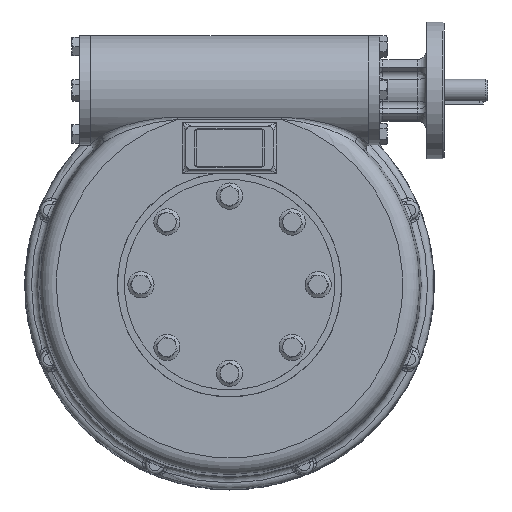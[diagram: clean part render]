
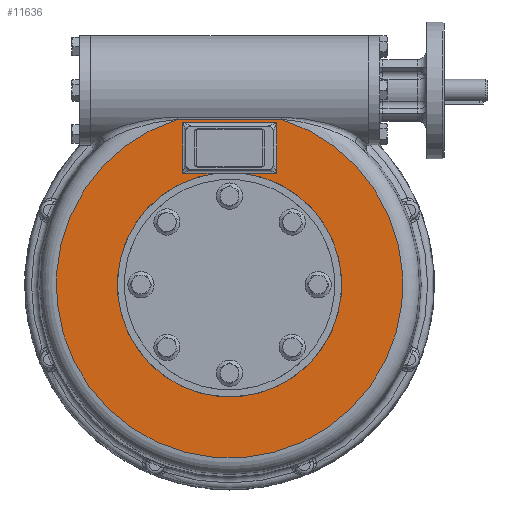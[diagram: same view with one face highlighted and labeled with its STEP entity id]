
A CAD part, top view. The second image highlights one B-rep face of the part: STEP entity #11636.
In plain terms, the highlighted planar face has unit normal (0, 0, 1).
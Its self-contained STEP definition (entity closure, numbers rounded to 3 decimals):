
#1251=PLANE('',#15282);
#1634=LINE('',#34339,#2067);
#1636=LINE('',#34342,#2069);
#1637=LINE('',#34344,#2070);
#1639=LINE('',#34347,#2072);
#1642=LINE('',#34352,#2075);
#1645=LINE('',#38381,#2078);
#2067=VECTOR('',#17672,1000.);
#2069=VECTOR('',#17676,1000.);
#2070=VECTOR('',#17679,1000.);
#2072=VECTOR('',#17681,1000.);
#2075=VECTOR('',#17686,1000.);
#2078=VECTOR('',#17989,1000.);
#4953=ORIENTED_EDGE('',*,*,#6683,.T.);
#4954=ORIENTED_EDGE('',*,*,#6960,.T.);
#4955=ORIENTED_EDGE('',*,*,#6685,.T.);
#4956=ORIENTED_EDGE('',*,*,#6688,.T.);
#4957=ORIENTED_EDGE('',*,*,#6682,.T.);
#4958=ORIENTED_EDGE('',*,*,#6680,.T.);
#4959=ORIENTED_EDGE('',*,*,#6957,.T.);
#4960=ORIENTED_EDGE('',*,*,#6942,.T.);
#6680=EDGE_CURVE('',#8030,#8029,#1634,.F.);
#6682=EDGE_CURVE('',#8033,#8030,#1636,.F.);
#6683=EDGE_CURVE('',#8029,#8039,#1637,.T.);
#6685=EDGE_CURVE('',#8040,#8038,#1639,.T.);
#6688=EDGE_CURVE('',#8038,#8033,#1642,.T.);
#6942=EDGE_CURVE('',#8184,#8186,#1645,.T.);
#6957=EDGE_CURVE('',#8186,#8184,#8956,.F.);
#6960=EDGE_CURVE('',#8039,#8040,#8959,.T.);
#8029=VERTEX_POINT('',#34128);
#8030=VERTEX_POINT('',#34194);
#8033=VERTEX_POINT('',#34263);
#8038=VERTEX_POINT('',#34335);
#8039=VERTEX_POINT('',#34345);
#8040=VERTEX_POINT('',#34348);
#8184=VERTEX_POINT('',#38352);
#8186=VERTEX_POINT('',#38380);
#8956=CIRCLE('',#15275,158.515);
#8959=CIRCLE('',#15283,102.625);
#9816=EDGE_LOOP('',(#4953,#4954,#4955,#4956,#4957,#4958));
#9817=EDGE_LOOP('',(#4959,#4960));
#10741=FACE_BOUND('',#9816,.T.);
#10742=FACE_BOUND('',#9817,.T.);
#11636=ADVANCED_FACE('',(#10741,#10742),#1251,.F.);
#15275=AXIS2_PLACEMENT_3D('',#39009,#18003,#18004);
#15282=AXIS2_PLACEMENT_3D('',#39016,#18017,#18018);
#15283=AXIS2_PLACEMENT_3D('',#39017,#18019,#18020);
#17672=DIRECTION('',(0.,1.,0.));
#17676=DIRECTION('',(-1.,0.,0.));
#17679=DIRECTION('',(-1.,0.,0.));
#17681=DIRECTION('',(-1.,0.,0.));
#17686=DIRECTION('',(0.,1.,0.));
#17989=DIRECTION('',(-1.,0.,0.));
#18003=DIRECTION('',(0.,0.,-1.));
#18004=DIRECTION('',(-1.,0.,0.));
#18017=DIRECTION('',(0.,0.,-1.));
#18018=DIRECTION('',(-1.,0.,0.));
#18019=DIRECTION('',(0.,0.,-1.));
#18020=DIRECTION('',(0.,-1.,0.));
#34128=CARTESIAN_POINT('',(43.,102.,43.));
#34194=CARTESIAN_POINT('',(43.,148.,43.));
#34263=CARTESIAN_POINT('',(-43.,148.,43.));
#34335=CARTESIAN_POINT('',(-43.,102.,43.));
#34339=CARTESIAN_POINT('',(43.,0.,43.));
#34342=CARTESIAN_POINT('',(40.,148.,43.));
#34344=CARTESIAN_POINT('',(-40.,102.,43.));
#34345=CARTESIAN_POINT('',(11.309,102.,43.));
#34347=CARTESIAN_POINT('',(-40.,102.,43.));
#34348=CARTESIAN_POINT('',(-11.309,102.,43.));
#34352=CARTESIAN_POINT('',(-43.,145.,43.));
#38352=CARTESIAN_POINT('',(47.563,151.211,43.));
#38380=CARTESIAN_POINT('',(-47.563,151.211,43.));
#38381=CARTESIAN_POINT('',(0.,151.211,43.));
#39009=CARTESIAN_POINT('',(0.,0.,43.));
#39016=CARTESIAN_POINT('',(0.,0.,43.));
#39017=CARTESIAN_POINT('',(0.,0.,43.));
